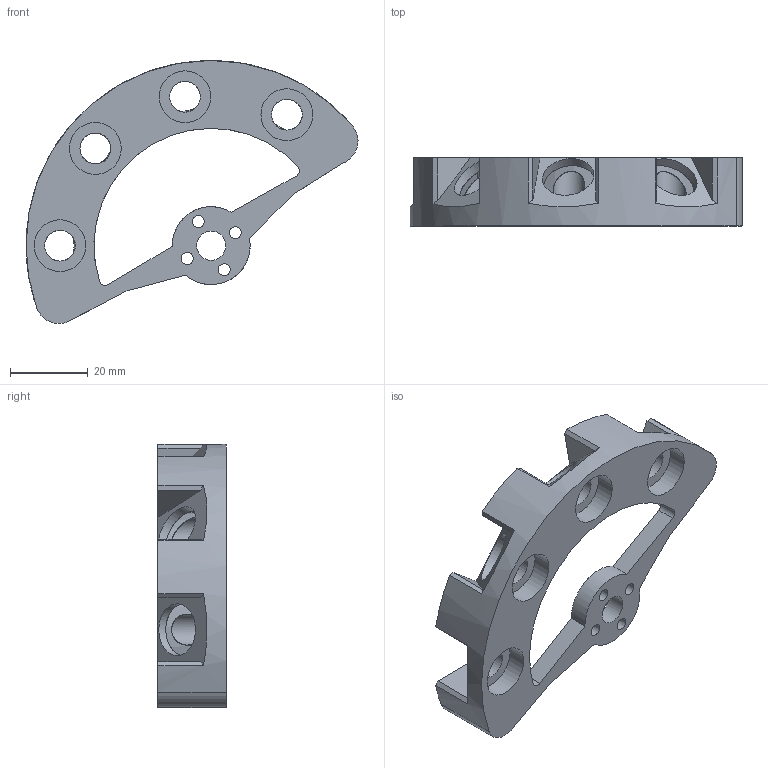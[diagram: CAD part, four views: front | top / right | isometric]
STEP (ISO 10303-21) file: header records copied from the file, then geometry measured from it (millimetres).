
FILE_DESCRIPTION(/* description */ (''),/* implementation_level */ '2;1');
FILE_NAME(/* name */ 'beamsplitter rotary inner.stp',/* time_stamp */ '2024-12-25T22:30:43-08:00',/* author */ ('yohei'),/* organization */ (''),/* preprocessor_version */ 'ST-DEVELOPER v19',/* originating_system */ 'Autodesk Inventor 2023',/* authorisation */ '');
FILE_SCHEMA (('AUTOMOTIVE_DESIGN { 1 0 10303 214 3 1 1 }'));
Length unit declared in the file: millimetre
Products named in the file (1): beamsplitter rotary inner
Bounding box: 85.22 x 17.5 x 67.54 mm (x, y, z)
Volume: 28046.7 mm3; surface area: 11912.3 mm2
Topology: 1 solids, 1 shells, 68 faces, 199 edges, 126 vertices
Faces by surface type: plane 37, cylinder 27, cone 4
Full cylindrical faces by diameter (mm): 3.1 x4, 7.5 x1, 7.912 x4, 13.289 x8
Entity records: 2232 total; most frequent: DIRECTION 399, CARTESIAN_POINT 370, ORIENTED_EDGE 366, EDGE_CURVE 183, AXIS2_PLACEMENT_3D 147, VERTEX_POINT 118, LINE 105, VECTOR 105
